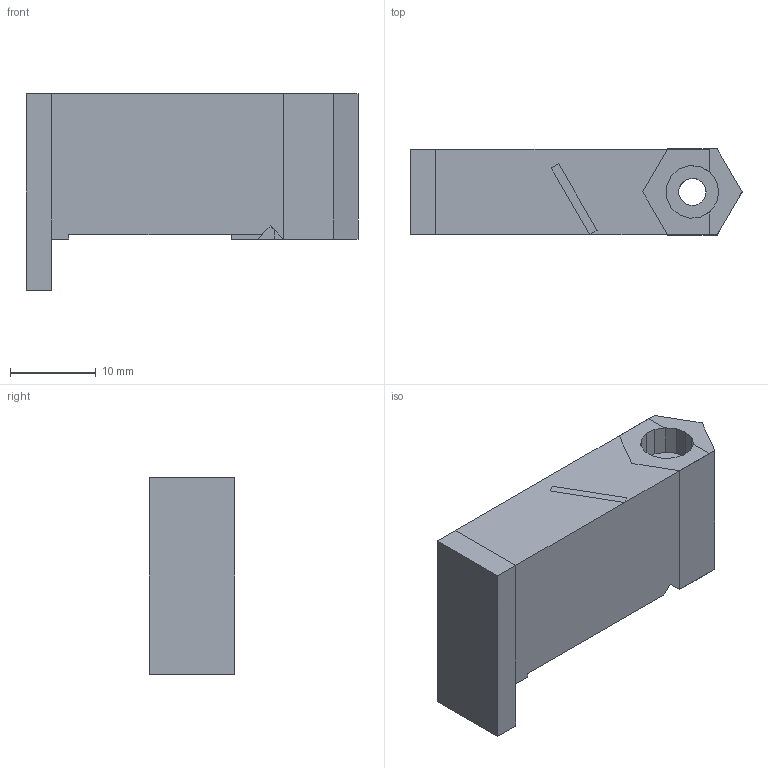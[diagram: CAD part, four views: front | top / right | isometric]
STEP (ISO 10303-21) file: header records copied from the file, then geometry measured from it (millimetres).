
FILE_DESCRIPTION(('FreeCAD Model'),'2;1');
FILE_NAME('fan-nozzle.step','2016-12-31T13:03:39',('Author') ,(''),'Open CASCADE STEP processor 6.8','FreeCAD','Unknown');
FILE_SCHEMA(('AUTOMOTIVE_DESIGN_CC2 { 1 2 10303 214 -1 1 5 4 }'));
Length unit declared in the file: millimetre
Products named in the file (2): ASSEMBLY; Group
Assembly tree (1 placements, depth 2):
  ASSEMBLY
    Group
Bounding box: 38.8 x 10.05 x 23 mm (x, y, z)
Volume: 3232.9 mm3; surface area: 3095.1 mm2
Topology: 1 solids, 1 shells, 80 faces, 224 edges, 146 vertices
Faces by surface type: plane 80
Entity records: 5269 total; most frequent: CARTESIAN_POINT 1096, DIRECTION 640, LINE 476, VECTOR 476, ORIENTED_EDGE 448, PCURVE 448, DEFINITIONAL_REPRESENTATION 448, EDGE_CURVE 224
